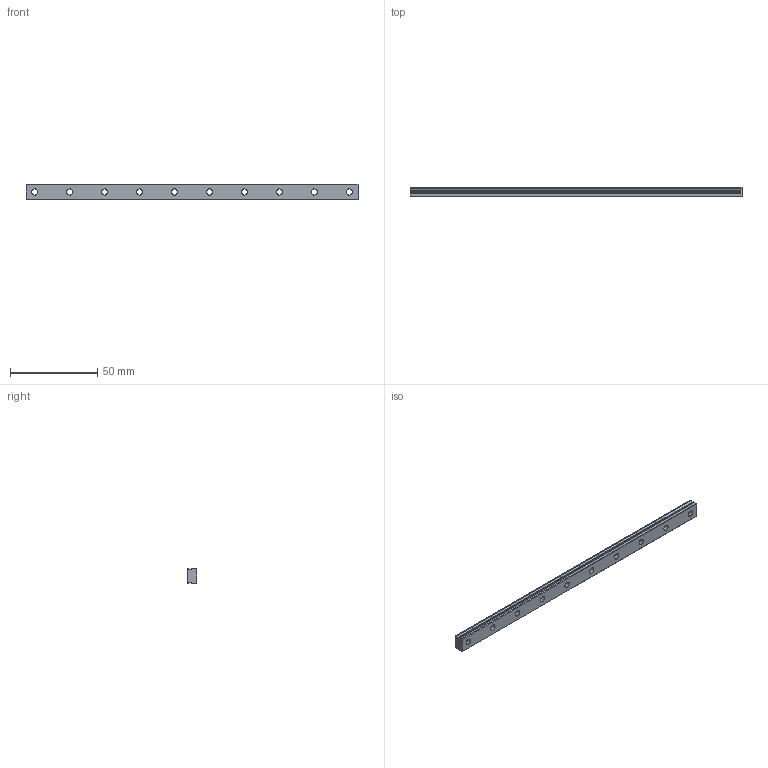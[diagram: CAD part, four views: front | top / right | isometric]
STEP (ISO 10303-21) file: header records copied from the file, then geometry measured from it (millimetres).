
FILE_DESCRIPTION (( 'STEP AP214' ), '1' );
FILE_NAME ('SRS9XGMSS-190LM_G5_0_0_0_0_0_1.STEP', '2021-08-13T09:13:37', ( '' ), ( '' ), 'SwSTEP 2.0', 'SolidWorks 2021', '' );
FILE_SCHEMA (( 'AUTOMOTIVE_DESIGN' ));
Length unit declared in the file: millimetre
Products named in the file (2): _SRS9XGM1905 Track; SRS9XGMSS-190LM_G5_0_0_0_0_0_1
Assembly tree (1 placements, depth 2):
  SRS9XGMSS-190LM_G5_0_0_0_0_0_1
    _SRS9XGM1905 Track
Bounding box: 190 x 5.5 x 9 mm (x, y, z)
Volume: 7514.5 mm3; surface area: 6225.3 mm2
Topology: 1 solids, 1 shells, 79 faces, 201 edges, 134 vertices
Faces by surface type: cylinder 53, plane 26
Entity records: 2547 total; most frequent: DIRECTION 473, CARTESIAN_POINT 418, ORIENTED_EDGE 402, EDGE_CURVE 201, AXIS2_PLACEMENT_3D 189, VERTEX_POINT 134, EDGE_LOOP 109, CIRCLE 106
